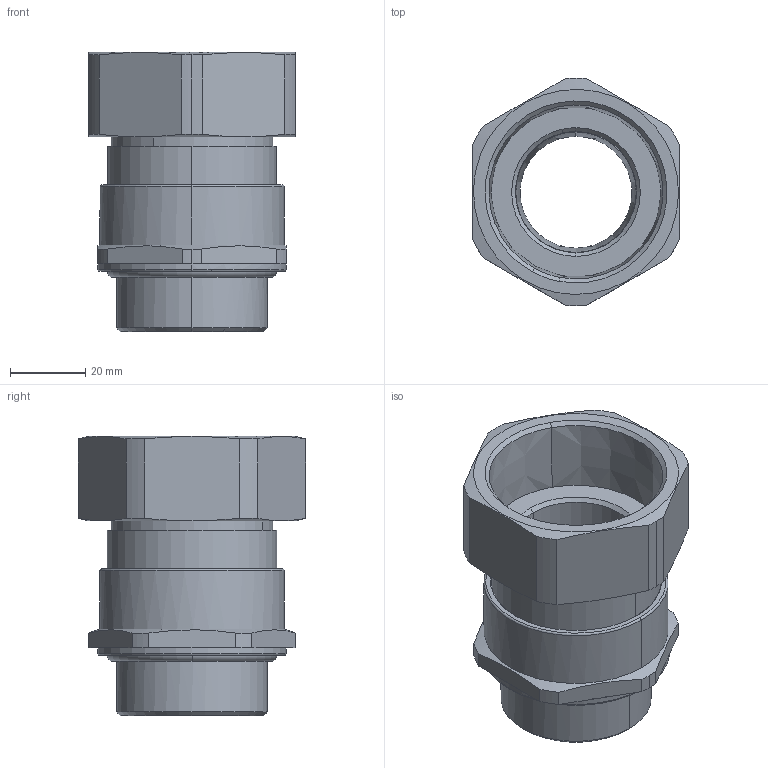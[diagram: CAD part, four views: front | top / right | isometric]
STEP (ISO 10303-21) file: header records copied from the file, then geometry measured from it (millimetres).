
FILE_DESCRIPTION(('CATIA V5 STEP Exchange','CAx-IF Rec.Pracs.--- Model Styling and Organization---1.4--- 2014-01-23'),'2;1');
FILE_NAME ('331410-1_1_1205070000_1205070000.stp','2020-12-24T02:45:19+00:00',('none'),('Weidmueller'),'CATIA Version 5-6 Release 2016 SP3 HF44','CATIA V5 STEP AP214','none');
FILE_SCHEMA(('AUTOMOTIVE_DESIGN { 1 0 10303 214 1 1 1 1 }'));
Length unit declared in the file: millimetre
Products named in the file (1): A2LC_40-M40-NPT1.5F-WM
Bounding box: 55 x 60.5 x 74.25 mm (x, y, z)
Volume: 65841.2 mm3; surface area: 32283.3 mm2
Topology: 3 solids, 3 shells, 127 faces, 313 edges, 198 vertices
Faces by surface type: cylinder 42, cone 33, plane 30, torus 22
Entity records: 3722 total; most frequent: CARTESIAN_POINT 815, ORIENTED_EDGE 626, DIRECTION 505, EDGE_CURVE 313, AXIS2_PLACEMENT_3D 297, VERTEX_POINT 198, CIRCLE 186, EDGE_LOOP 139
